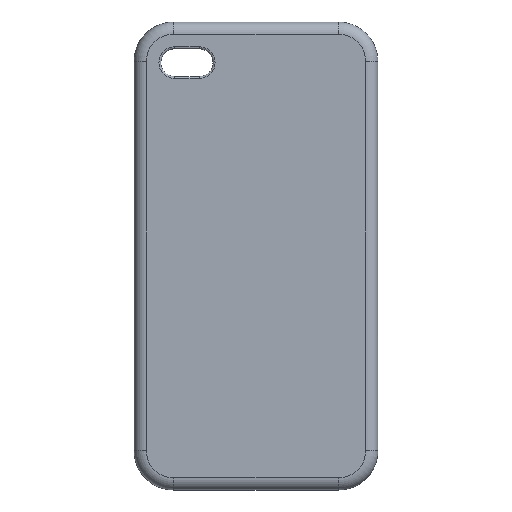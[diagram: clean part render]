
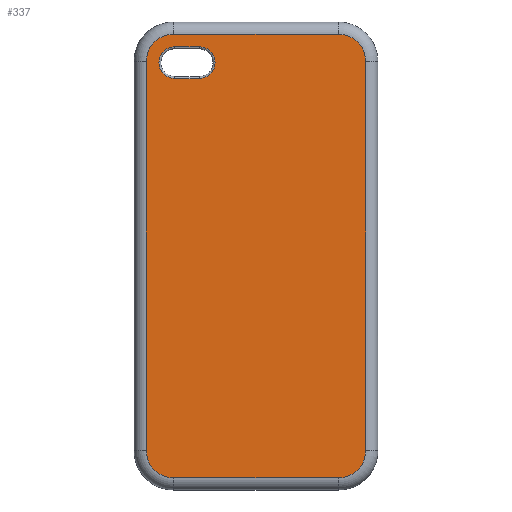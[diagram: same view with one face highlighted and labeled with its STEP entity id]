
A CAD part, top view. The second image highlights one B-rep face of the part: STEP entity #337.
In plain terms, the highlighted planar face has unit normal (0, 0, 1).
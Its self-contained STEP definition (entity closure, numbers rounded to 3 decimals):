
#73=CARTESIAN_POINT('',(8.77,-4.77,10.84));
#74=VERTEX_POINT('',#73);
#92=CARTESIAN_POINT('',(14.93,-4.77,10.84));
#93=VERTEX_POINT('',#92);
#101=CARTESIAN_POINT('',(14.93,-4.77,10.84));
#102=DIRECTION('',(-1.0,0.0,0.0));
#103=VECTOR('',#102,6.16);
#104=LINE('',#101,#103);
#105=EDGE_CURVE('',#93,#74,#104,.T.);
#117=CARTESIAN_POINT('',(14.93,-12.77,10.84));
#118=VERTEX_POINT('',#117);
#126=CARTESIAN_POINT('',(14.93,-8.77,10.84));
#127=DIRECTION('',(0.0,0.0,1.0));
#128=DIRECTION('',(1.0,0.0,0.0));
#129=AXIS2_PLACEMENT_3D('',#126,#127,#128);
#130=CIRCLE('',#129,4.);
#131=EDGE_CURVE('',#118,#93,#130,.T.);
#151=CARTESIAN_POINT('',(8.77,-12.77,10.84));
#152=VERTEX_POINT('',#151);
#160=CARTESIAN_POINT('',(8.77,-12.77,10.84));
#161=DIRECTION('',(1.0,0.0,0.0));
#162=VECTOR('',#161,6.16);
#163=LINE('',#160,#162);
#164=EDGE_CURVE('',#152,#118,#163,.T.);
#182=CARTESIAN_POINT('',(8.77,-8.77,10.84));
#183=DIRECTION('',(0.0,0.0,1.0));
#184=DIRECTION('',(-1.0,0.0,0.0));
#185=AXIS2_PLACEMENT_3D('',#182,#183,#184);
#186=CIRCLE('',#185,4.);
#187=EDGE_CURVE('',#74,#152,#186,.T.);
#256=CARTESIAN_POINT('',(29.275,-57.575,10.84));
#257=DIRECTION('',(0.0,0.0,1.0));
#258=DIRECTION('',(1.0,0.0,0.0));
#259=AXIS2_PLACEMENT_3D('',#256,#257,#258);
#260=PLANE('',#259);
#261=CARTESIAN_POINT('',(56.96,-8.5,10.84));
#262=VERTEX_POINT('',#261);
#263=CARTESIAN_POINT('',(56.96,-106.65,10.84));
#264=VERTEX_POINT('',#263);
#265=CARTESIAN_POINT('',(56.96,-8.5,10.84));
#266=DIRECTION('',(0.0,-1.0,0.0));
#267=VECTOR('',#266,98.15);
#268=LINE('',#265,#267);
#269=EDGE_CURVE('',#262,#264,#268,.T.);
#270=ORIENTED_EDGE('',*,*,#269,.F.);
#271=CARTESIAN_POINT('',(50.05,-1.59,10.84));
#272=VERTEX_POINT('',#271);
#273=CARTESIAN_POINT('',(50.05,-8.5,10.84));
#274=DIRECTION('',(0.0,0.0,-1.0));
#275=DIRECTION('',(0.707,0.707,0.0));
#276=AXIS2_PLACEMENT_3D('',#273,#274,#275);
#277=CIRCLE('',#276,6.91);
#278=EDGE_CURVE('',#272,#262,#277,.T.);
#279=ORIENTED_EDGE('',*,*,#278,.F.);
#280=CARTESIAN_POINT('',(8.5,-1.59,10.84));
#281=VERTEX_POINT('',#280);
#282=CARTESIAN_POINT('',(8.5,-1.59,10.84));
#283=DIRECTION('',(1.0,0.0,0.0));
#284=VECTOR('',#283,41.55);
#285=LINE('',#282,#284);
#286=EDGE_CURVE('',#281,#272,#285,.T.);
#287=ORIENTED_EDGE('',*,*,#286,.F.);
#288=CARTESIAN_POINT('',(1.59,-8.5,10.84));
#289=VERTEX_POINT('',#288);
#290=CARTESIAN_POINT('',(8.5,-8.5,10.84));
#291=DIRECTION('',(0.0,0.0,-1.0));
#292=DIRECTION('',(-0.707,0.707,0.0));
#293=AXIS2_PLACEMENT_3D('',#290,#291,#292);
#294=CIRCLE('',#293,6.91);
#295=EDGE_CURVE('',#289,#281,#294,.T.);
#296=ORIENTED_EDGE('',*,*,#295,.F.);
#297=CARTESIAN_POINT('',(1.59,-106.65,10.84));
#298=VERTEX_POINT('',#297);
#299=CARTESIAN_POINT('',(1.59,-106.65,10.84));
#300=DIRECTION('',(0.0,1.0,0.0));
#301=VECTOR('',#300,98.15);
#302=LINE('',#299,#301);
#303=EDGE_CURVE('',#298,#289,#302,.T.);
#304=ORIENTED_EDGE('',*,*,#303,.F.);
#305=CARTESIAN_POINT('',(8.5,-113.56,10.84));
#306=VERTEX_POINT('',#305);
#307=CARTESIAN_POINT('',(8.5,-106.65,10.84));
#308=DIRECTION('',(0.0,0.0,-1.0));
#309=DIRECTION('',(-0.707,-0.707,0.0));
#310=AXIS2_PLACEMENT_3D('',#307,#308,#309);
#311=CIRCLE('',#310,6.91);
#312=EDGE_CURVE('',#306,#298,#311,.T.);
#313=ORIENTED_EDGE('',*,*,#312,.F.);
#314=CARTESIAN_POINT('',(50.05,-113.56,10.84));
#315=VERTEX_POINT('',#314);
#316=CARTESIAN_POINT('',(50.05,-113.56,10.84));
#317=DIRECTION('',(-1.0,0.0,0.0));
#318=VECTOR('',#317,41.55);
#319=LINE('',#316,#318);
#320=EDGE_CURVE('',#315,#306,#319,.T.);
#321=ORIENTED_EDGE('',*,*,#320,.F.);
#322=CARTESIAN_POINT('',(50.05,-106.65,10.84));
#323=DIRECTION('',(0.0,0.0,-1.0));
#324=DIRECTION('',(0.707,-0.707,0.0));
#325=AXIS2_PLACEMENT_3D('',#322,#323,#324);
#326=CIRCLE('',#325,6.91);
#327=EDGE_CURVE('',#264,#315,#326,.T.);
#328=ORIENTED_EDGE('',*,*,#327,.F.);
#329=EDGE_LOOP('',(#270,#279,#287,#296,#304,#313,#321,#328));
#330=FACE_OUTER_BOUND('',#329,.T.);
#331=ORIENTED_EDGE('',*,*,#105,.F.);
#332=ORIENTED_EDGE('',*,*,#131,.F.);
#333=ORIENTED_EDGE('',*,*,#164,.F.);
#334=ORIENTED_EDGE('',*,*,#187,.F.);
#335=EDGE_LOOP('',(#331,#332,#333,#334));
#336=FACE_BOUND('',#335,.T.);
#337=ADVANCED_FACE('',(#330,#336),#260,.T.);
